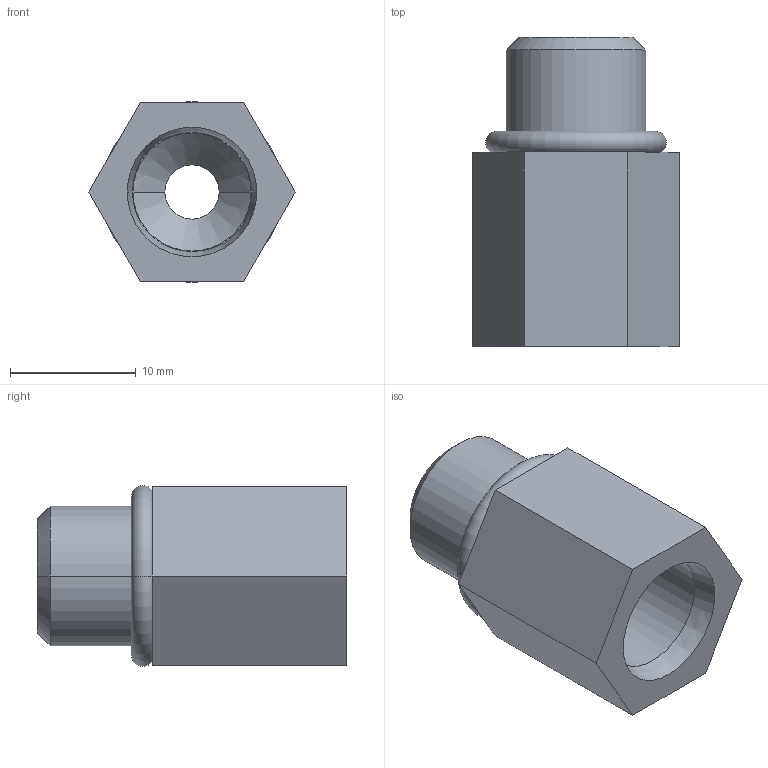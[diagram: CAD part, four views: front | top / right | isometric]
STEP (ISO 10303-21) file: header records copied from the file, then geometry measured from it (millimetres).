
FILE_DESCRIPTION((''),'2;1');
FILE_NAME('ILC30801442','2005-08-25T',('KR'),(''),'PRO/ENGINEER BY PARAMETRIC TECHNOLOGY CORPORATION, 2004290','PRO/ENGINEER BY PARAMETRIC TECHNOLOGY CORPORATION, 2004290','');
FILE_SCHEMA(('AUTOMOTIVE_DESIGN_CC2 { 1 2 10303 214 -1 1 5 2 }'));
Length unit declared in the file: inch
Products named in the file (1): ILC30801442
Bounding box: 16.42 x 24.64 x 14.41 mm (x, y, z)
Volume: 2510.1 mm3; surface area: 1986.6 mm2
Topology: 1 solids, 2 shells, 31 faces, 66 edges, 40 vertices
Faces by surface type: plane 11, cone 8, cylinder 8, torus 4
Entity records: 1196 total; most frequent: DIRECTION 160, CARTESIAN_POINT 137, ORIENTED_EDGE 132, COLOUR_RGB 107, PRESENTATION_STYLE_ASSIGNMENT 69, STYLED_ITEM 67, CURVE_STYLE 66, EDGE_CURVE 66
